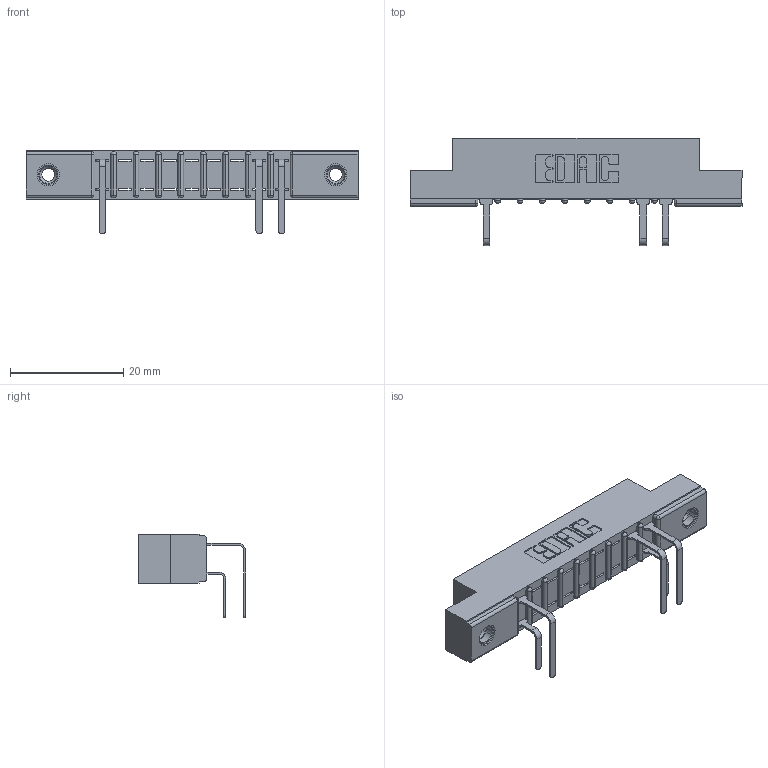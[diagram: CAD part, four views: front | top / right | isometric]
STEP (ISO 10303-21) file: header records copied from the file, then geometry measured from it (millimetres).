
FILE_DESCRIPTION (( 'STEP AP203' ), '1' );
FILE_NAME ('307-018-558-208.STEP', '2018-08-03T23:36:31', ( '' ), ( '' ), 'SwSTEP 2.0', 'SolidWorks 2016', '' );
FILE_SCHEMA (( 'CONFIG_CONTROL_DESIGN' ));
Length unit declared in the file: inch
Products named in the file (5): 307 Part_.156 Dia Mounting Holes; 307-290-001_558 559 - 1 (Single); 307-290-001_558 - 2 (Single); 345-250-001_345-250-003-102; 307-018-558-208
Assembly tree (8 placements, depth 2):
  307-018-558-208
    307 Part_.156 Dia Mounting Holes
    307-290-001_558 559 - 1 (Single)  x2
    307-290-001_558 - 2 (Single)  x3
    345-250-001_345-250-003-102  x2
Bounding box: 58.67 x 18.96 x 14.81 mm (x, y, z)
Volume: 3688.4 mm3; surface area: 4999 mm2
Topology: 8 solids, 8 shells, 568 faces, 1585 edges, 1014 vertices
Faces by surface type: plane 345, cylinder 187, sphere 20, cone 12, torus 4
Entity records: 14288 total; most frequent: CARTESIAN_POINT 2389, ORIENTED_EDGE 2370, DIRECTION 2349, EDGE_CURVE 1185, LINE 893, VECTOR 893, VERTEX_POINT 768, AXIS2_PLACEMENT_3D 728
